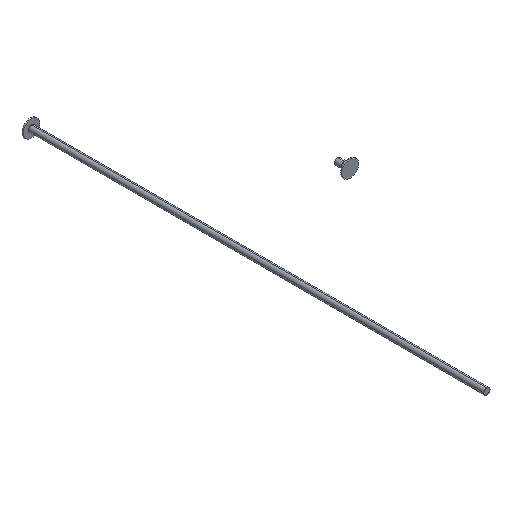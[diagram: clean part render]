
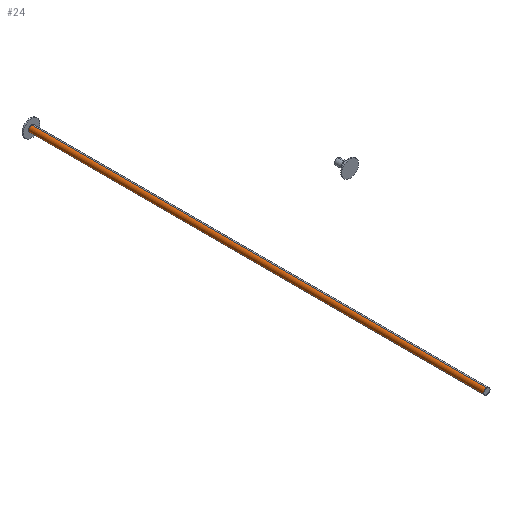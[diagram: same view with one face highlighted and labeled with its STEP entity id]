
A CAD part, isometric view. The second image highlights one B-rep face of the part: STEP entity #24.
In plain terms, the highlighted cylindrical face has radius 10 mm (diameter 20 mm), a partial arc.
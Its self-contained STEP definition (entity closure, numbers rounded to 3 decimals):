
#24 = ADVANCED_FACE ( 'NONE', ( #44 ), #618, .T. ) ;
#26 = ORIENTED_EDGE ( 'NONE', *, *, #458, .F. ) ;
#27 = AXIS2_PLACEMENT_3D ( 'NONE', #770, #536, #556 ) ;
#44 = FACE_OUTER_BOUND ( 'NONE', #782, .T. ) ;
#87 = VERTEX_POINT ( 'NONE', #763 ) ;
#106 = CARTESIAN_POINT ( 'NONE',  ( 0., 1500., 10. ) ) ;
#121 = DIRECTION ( 'NONE',  ( 0., -1., 0. ) ) ;
#123 = AXIS2_PLACEMENT_3D ( 'NONE', #623, #614, #841 ) ;
#158 = CIRCLE ( 'NONE', #27, 10. ) ;
#204 = DIRECTION ( 'NONE',  ( 0., -1., 0. ) ) ;
#263 = EDGE_CURVE ( 'NONE', #87, #1214, #334, .T. ) ;
#273 = VECTOR ( 'NONE', #204, 1000. ) ;
#318 = CARTESIAN_POINT ( 'NONE',  ( 0., 0., 10. ) ) ;
#334 = LINE ( 'NONE', #360, #677 ) ;
#359 = DIRECTION ( 'NONE',  ( 0., -1., 0. ) ) ;
#360 = CARTESIAN_POINT ( 'NONE',  ( 0., 0., -10. ) ) ;
#372 = CIRCLE ( 'NONE', #123, 10. ) ;
#458 = EDGE_CURVE ( 'NONE', #1067, #1214, #372, .T. ) ;
#469 = CARTESIAN_POINT ( 'NONE',  ( 0., 0., 0. ) ) ;
#536 = DIRECTION ( 'NONE',  ( 0., -1., 0. ) ) ;
#538 = ORIENTED_EDGE ( 'NONE', *, *, #1040, .T. ) ;
#556 = DIRECTION ( 'NONE',  ( 0., 0., -1. ) ) ;
#614 = DIRECTION ( 'NONE',  ( 0., -1., 0. ) ) ;
#618 = CYLINDRICAL_SURFACE ( 'NONE', #1279, 10. ) ;
#623 = CARTESIAN_POINT ( 'NONE',  ( 0., 0., 0. ) ) ;
#677 = VECTOR ( 'NONE', #121, 1000. ) ;
#763 = CARTESIAN_POINT ( 'NONE',  ( 0., 1500., -10. ) ) ;
#770 = CARTESIAN_POINT ( 'NONE',  ( 0., 1500., 0. ) ) ;
#774 = CARTESIAN_POINT ( 'NONE',  ( 0., 0., 10. ) ) ;
#782 = EDGE_LOOP ( 'NONE', ( #798, #538, #1429, #26 ) ) ;
#798 = ORIENTED_EDGE ( 'NONE', *, *, #1101, .F. ) ;
#806 = LINE ( 'NONE', #774, #273 ) ;
#841 = DIRECTION ( 'NONE',  ( 0., 0., -1. ) ) ;
#951 = DIRECTION ( 'NONE',  ( 0., 0., -1. ) ) ;
#1040 = EDGE_CURVE ( 'NONE', #1178, #87, #158, .T. ) ;
#1067 = VERTEX_POINT ( 'NONE', #318 ) ;
#1101 = EDGE_CURVE ( 'NONE', #1178, #1067, #806, .T. ) ;
#1178 = VERTEX_POINT ( 'NONE', #106 ) ;
#1214 = VERTEX_POINT ( 'NONE', #1222 ) ;
#1222 = CARTESIAN_POINT ( 'NONE',  ( 0., 0., -10. ) ) ;
#1279 = AXIS2_PLACEMENT_3D ( 'NONE', #469, #359, #951 ) ;
#1429 = ORIENTED_EDGE ( 'NONE', *, *, #263, .T. ) ;
